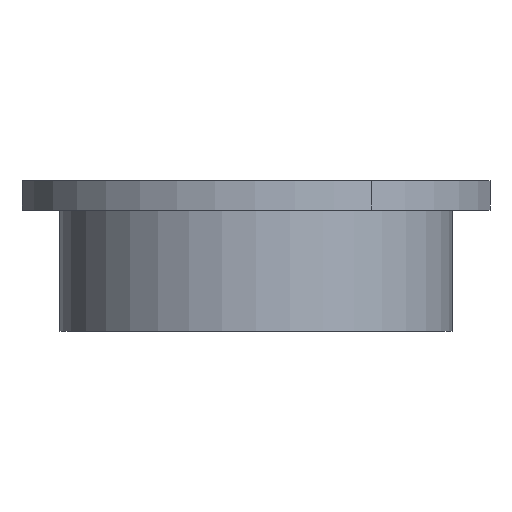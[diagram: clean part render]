
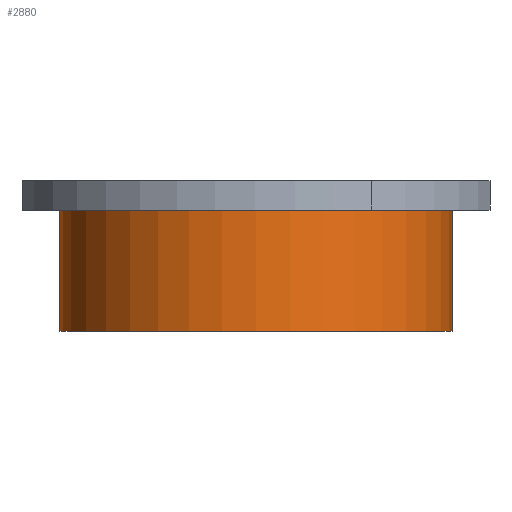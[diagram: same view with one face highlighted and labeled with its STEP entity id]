
A CAD part, front view. The second image highlights one B-rep face of the part: STEP entity #2880.
In plain terms, the highlighted cylindrical face has radius 47 mm (diameter 94 mm), a partial arc.
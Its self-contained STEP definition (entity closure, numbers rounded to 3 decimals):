
#2784=CARTESIAN_POINT('Vertex',(-47.,0.,-36.)) ;
#2786=CARTESIAN_POINT('Vertex',(47.,0.,-36.)) ;
#2789=CARTESIAN_POINT('Axis2P3D Location',(0.,0.,-36.)) ;
#2838=CARTESIAN_POINT('Axis2P3D Location',(0.,0.,-21.5)) ;
#2847=CARTESIAN_POINT('Vertex',(-47.,0.,-7.)) ;
#2849=CARTESIAN_POINT('Vertex',(47.,0.,-7.)) ;
#2852=CARTESIAN_POINT('Line Origine',(47.,0.,-21.5)) ;
#2857=CARTESIAN_POINT('Line Origine',(-47.,0.,-21.5)) ;
#2869=CARTESIAN_POINT('Axis2P3D Location',(0.,0.,-7.)) ;
#2790=DIRECTION('Axis2P3D Direction',(0.,0.,1.)) ;
#2839=DIRECTION('Axis2P3D Direction',(0.,0.,-1.)) ;
#2840=DIRECTION('Axis2P3D XDirection',(1.,0.,0.)) ;
#2853=DIRECTION('Vector Direction',(0.,0.,-1.)) ;
#2858=DIRECTION('Vector Direction',(0.,0.,-1.)) ;
#2870=DIRECTION('Axis2P3D Direction',(0.,0.,-1.)) ;
#2791=AXIS2_PLACEMENT_3D('Circle Axis2P3D',#2789,#2790,$) ;
#2841=AXIS2_PLACEMENT_3D('Cylinder Axis2P3D',#2838,#2839,#2840) ;
#2871=AXIS2_PLACEMENT_3D('Circle Axis2P3D',#2869,#2870,$) ;
#2875=ORIENTED_EDGE('',*,*,#2873,.T.) ;
#2876=ORIENTED_EDGE('',*,*,#2861,.F.) ;
#2877=ORIENTED_EDGE('',*,*,#2793,.F.) ;
#2878=ORIENTED_EDGE('',*,*,#2856,.T.) ;
#2854=VECTOR('Line Direction',#2853,1.) ;
#2859=VECTOR('Line Direction',#2858,1.) ;
#2880=ADVANCED_FACE('Corps principal',(#2879),#2842,.T.) ;
#2792=CIRCLE('generated circle',#2791,47.) ;
#2872=CIRCLE('generated circle',#2871,47.) ;
#2842=CYLINDRICAL_SURFACE('generated cylinder',#2841,47.) ;
#2793=EDGE_CURVE('',#2787,#2785,#2792,.F.) ;
#2856=EDGE_CURVE('',#2787,#2850,#2855,.F.) ;
#2861=EDGE_CURVE('',#2785,#2848,#2860,.F.) ;
#2873=EDGE_CURVE('',#2850,#2848,#2872,.T.) ;
#2874=EDGE_LOOP('',(#2875,#2876,#2877,#2878)) ;
#2879=FACE_OUTER_BOUND('',#2874,.T.) ;
#2855=LINE('Line',#2852,#2854) ;
#2860=LINE('Line',#2857,#2859) ;
#2785=VERTEX_POINT('',#2784) ;
#2787=VERTEX_POINT('',#2786) ;
#2848=VERTEX_POINT('',#2847) ;
#2850=VERTEX_POINT('',#2849) ;
